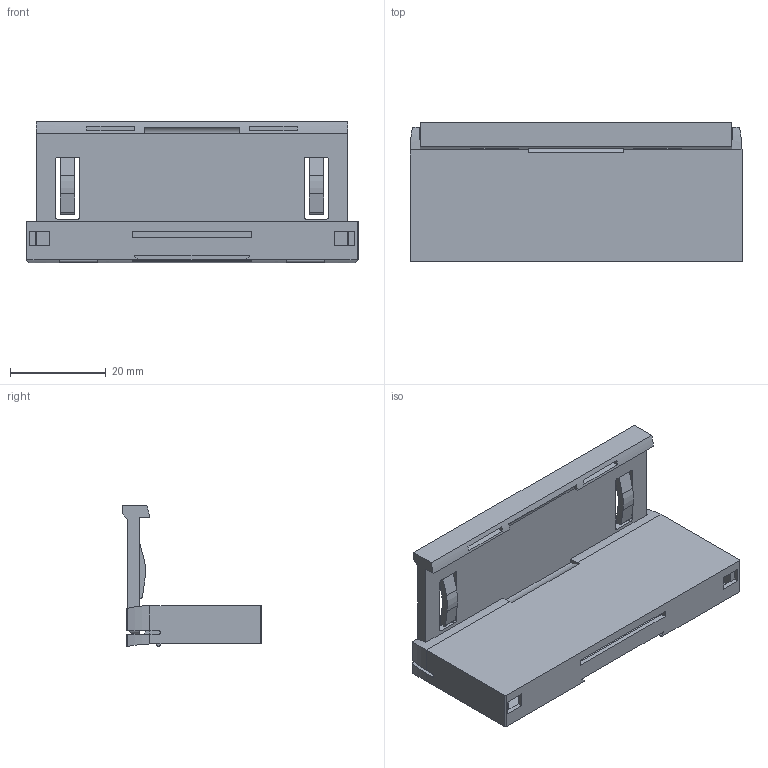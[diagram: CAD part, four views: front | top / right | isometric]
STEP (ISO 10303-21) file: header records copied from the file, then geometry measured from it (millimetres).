
FILE_DESCRIPTION(/* description */ ('STEP AP214'),/* implementation_level */ '2;1');
FILE_NAME(/* name */ '547473_ASCF-H-E2',/* time_stamp */ '2024-08-05T14:23:11+02:00',/* author */ ('License CC BY-ND 4.0'),/* organization */ ('CADENAS'),/* preprocessor_version */ 'ST-DEVELOPER v19.3',/* originating_system */ 'PARTsolutions',/* authorisation */ ' ');
FILE_SCHEMA (('AUTOMOTIVE_DESIGN {1 0 10303 214 3 1 1}'));
Length unit declared in the file: millimetre
Products named in the file (1): 547473 ASCF-H-E2
Bounding box: 69.4 x 29.2 x 29.58 mm (x, y, z)
Volume: 11199.3 mm3; surface area: 13946.8 mm2
Topology: 1 solids, 1 shells, 195 faces, 579 edges, 381 vertices
Faces by surface type: plane 138, cylinder 57
Full cylindrical faces by diameter (mm): 2.2 x2
Entity records: 6560 total; most frequent: CARTESIAN_POINT 1172, ORIENTED_EDGE 1152, DIRECTION 1082, EDGE_CURVE 576, LINE 450, VECTOR 450, VERTEX_POINT 380, AXIS2_PLACEMENT_3D 316
